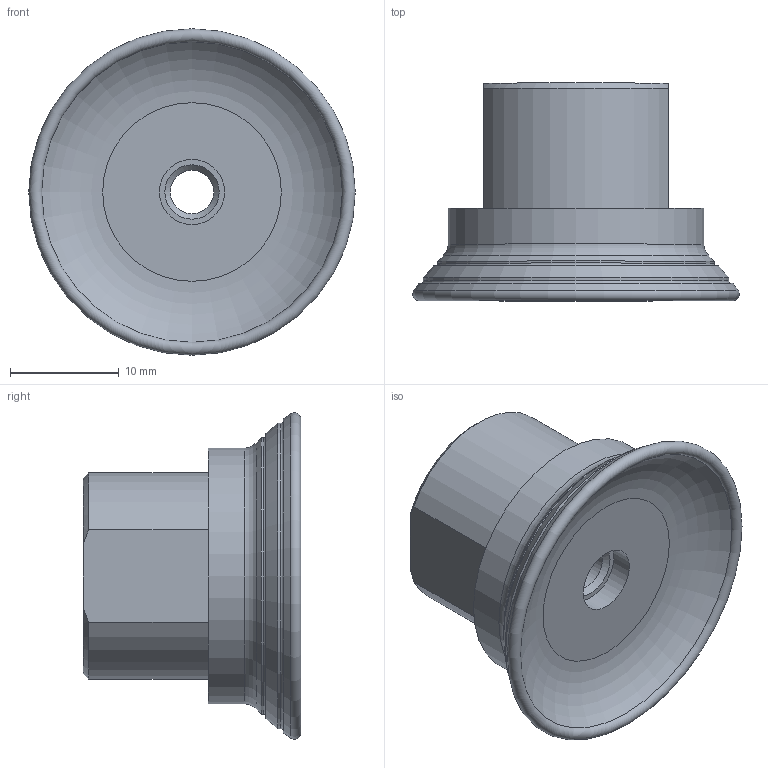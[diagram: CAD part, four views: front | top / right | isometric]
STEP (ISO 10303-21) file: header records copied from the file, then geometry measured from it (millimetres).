
FILE_DESCRIPTION(/* description */ ('STEP AP214'),/* implementation_level */ '2;1');
FILE_NAME(/* name */ '8073816_OGVM-30-S-N-G14F',/* time_stamp */ '2024-09-11T07:03:21+02:00',/* author */ ('License CC BY-ND 4.0'),/* organization */ ('CADENAS'),/* preprocessor_version */ 'ST-DEVELOPER v19.3',/* originating_system */ 'PARTsolutions',/* authorisation */ ' ');
FILE_SCHEMA (('AUTOMOTIVE_DESIGN {1 0 10303 214 3 1 1}'));
Length unit declared in the file: millimetre
Products named in the file (1): 8073816 OGVM-30-S-N-G14F---(high)
Bounding box: 30 x 20 x 30 mm (x, y, z)
Volume: 4734.2 mm3; surface area: 3127.1 mm2
Topology: 1 solids, 1 shells, 29 faces, 56 edges, 34 vertices
Faces by surface type: plane 9, torus 8, cylinder 8, cone 4
Full cylindrical faces by diameter (mm): 4 x1, 6 x1, 11.445 x1, 23.5 x1, 25.4 x1, 28.05 x1
Entity records: 696 total; most frequent: DIRECTION 124, CARTESIAN_POINT 116, ORIENTED_EDGE 80, AXIS2_PLACEMENT_3D 58, EDGE_LOOP 52, FACE_BOUND 52, EDGE_CURVE 40, VERTEX_POINT 34
